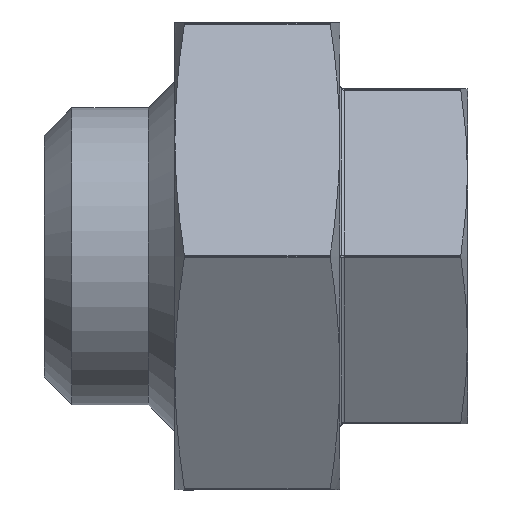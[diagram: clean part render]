
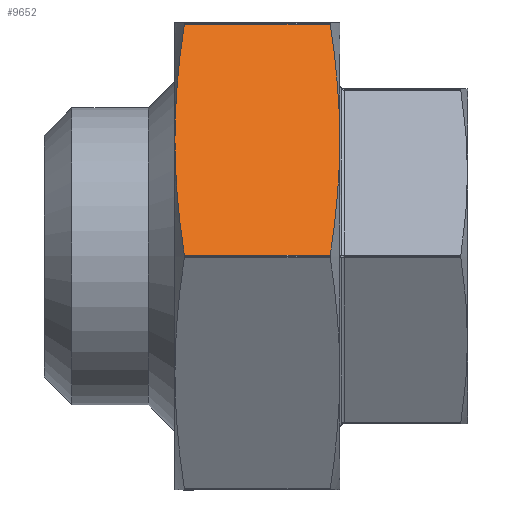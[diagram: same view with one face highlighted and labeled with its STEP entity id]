
A CAD part, front view. The second image highlights one B-rep face of the part: STEP entity #9652.
In plain terms, the highlighted planar face has unit normal (0, -0.866, 0.5).
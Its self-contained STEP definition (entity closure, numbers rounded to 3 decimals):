
#1707 = DIRECTION ( 'NONE',  ( 0., -0.866, 0.5 ) ) ;
#1758 = ORIENTED_EDGE ( 'NONE', *, *, #5536, .F. ) ;
#2084 = DIRECTION ( 'NONE',  ( 1., 0., 0. ) ) ;
#2105 = CARTESIAN_POINT ( 'NONE',  ( -9.35, -22.95, 13.25 ) ) ;
#2436 = ORIENTED_EDGE ( 'NONE', *, *, #4466, .T. ) ;
#2693 = ORIENTED_EDGE ( 'NONE', *, *, #6012, .T. ) ;
#3098 = CARTESIAN_POINT ( 'NONE',  ( 8.275, -30.513, 0.15 ) ) ;
#3308 = CARTESIAN_POINT ( 'NONE',  ( 8.275, -30.513, 0.15 ) ) ;
#4032 = FACE_OUTER_BOUND ( 'NONE', #13238, .T. ) ;
#4086 = CARTESIAN_POINT ( 'NONE',  ( 9.35, -19.434, 19.339 ) ) ;
#4466 = EDGE_CURVE ( 'NONE', #9146, #6434, #12749, .T. ) ;
#4555 = CARTESIAN_POINT ( 'NONE',  ( -9.35, -26.465, 7.161 ) ) ;
#4937 = EDGE_CURVE ( 'NONE', #8729, #9571, #6518, .T. ) ;
#5023 = DIRECTION ( 'NONE',  ( -1., 0., 0. ) ) ;
#5050 = EDGE_CURVE ( 'NONE', #5469, #7114, #9996, .T. ) ;
#5392 = CARTESIAN_POINT ( 'NONE',  ( 8.275, -15.386, 26.35 ) ) ;
#5469 = VERTEX_POINT ( 'NONE', #3308 ) ;
#5536 = EDGE_CURVE ( 'NONE', #8729, #6434, #12224, .T. ) ;
#5724 = CARTESIAN_POINT ( 'NONE',  ( -8.275, -30.513, 0.15 ) ) ;
#6012 = EDGE_CURVE ( 'NONE', #5469, #9146, #12852, .T. ) ;
#6034 =( BOUNDED_CURVE ( )  B_SPLINE_CURVE ( 2, ( #9257, #4555, #5724 ),
 .UNSPECIFIED., .F., .F. ) 
 B_SPLINE_CURVE_WITH_KNOTS ( ( 3, 3 ),
 ( 3.385, 5.128 ),
 .UNSPECIFIED. ) 
 CURVE ( )  GEOMETRIC_REPRESENTATION_ITEM ( )  RATIONAL_B_SPLINE_CURVE ( ( 1., 1.074, 1.071 ) ) 
 REPRESENTATION_ITEM ( '' )  );
#6200 = CARTESIAN_POINT ( 'NONE',  ( 8.275, -15.386, 26.35 ) ) ;
#6225 = VECTOR ( 'NONE', #5023, 1000. ) ;
#6434 = VERTEX_POINT ( 'NONE', #5392 ) ;
#6518 =( BOUNDED_CURVE ( )  B_SPLINE_CURVE ( 2, ( #13453, #13509, #2105 ),
 .UNSPECIFIED., .F., .F. ) 
 B_SPLINE_CURVE_WITH_KNOTS ( ( 3, 3 ),
 ( 1.643, 3.385 ),
 .UNSPECIFIED. ) 
 CURVE ( )  GEOMETRIC_REPRESENTATION_ITEM ( )  RATIONAL_B_SPLINE_CURVE ( ( 1.071, 1.074, 1. ) ) 
 REPRESENTATION_ITEM ( '' )  );
#7114 = VERTEX_POINT ( 'NONE', #7741 ) ;
#7410 = DIRECTION ( 'NONE',  ( 0., -0.5, -0.866 ) ) ;
#7741 = CARTESIAN_POINT ( 'NONE',  ( -8.275, -30.513, 0.15 ) ) ;
#7815 = ORIENTED_EDGE ( 'NONE', *, *, #4937, .T. ) ;
#8475 = CARTESIAN_POINT ( 'NONE',  ( 9.35, -22.95, 13.25 ) ) ;
#8662 = CARTESIAN_POINT ( 'NONE',  ( 0., -15.3, 26.5 ) ) ;
#8729 = VERTEX_POINT ( 'NONE', #13093 ) ;
#9146 = VERTEX_POINT ( 'NONE', #8475 ) ;
#9257 = CARTESIAN_POINT ( 'NONE',  ( -9.35, -22.95, 13.25 ) ) ;
#9571 = VERTEX_POINT ( 'NONE', #12859 ) ;
#9586 = PLANE ( 'NONE',  #10452 ) ;
#9652 = ADVANCED_FACE ( 'NONE', ( #4032 ), #9586, .T. ) ;
#9744 = CARTESIAN_POINT ( 'NONE',  ( 9.35, -22.95, 13.25 ) ) ;
#9830 = CARTESIAN_POINT ( 'NONE',  ( 0., -30.513, 0.15 ) ) ;
#9996 = LINE ( 'NONE', #9830, #6225 ) ;
#10091 = VECTOR ( 'NONE', #2084, 1000. ) ;
#10452 = AXIS2_PLACEMENT_3D ( 'NONE', #8662, #1707, #7410 ) ;
#11277 = CARTESIAN_POINT ( 'NONE',  ( 0., -15.386, 26.35 ) ) ;
#12224 = LINE ( 'NONE', #11277, #10091 ) ;
#12725 = ORIENTED_EDGE ( 'NONE', *, *, #5050, .F. ) ;
#12749 =( BOUNDED_CURVE ( )  B_SPLINE_CURVE ( 2, ( #9744, #4086, #6200 ),
 .UNSPECIFIED., .F., .F. ) 
 B_SPLINE_CURVE_WITH_KNOTS ( ( 3, 3 ),
 ( 3.385, 5.128 ),
 .UNSPECIFIED. ) 
 CURVE ( )  GEOMETRIC_REPRESENTATION_ITEM ( )  RATIONAL_B_SPLINE_CURVE ( ( 1., 1.074, 1.071 ) ) 
 REPRESENTATION_ITEM ( '' )  );
#12852 =( BOUNDED_CURVE ( )  B_SPLINE_CURVE ( 2, ( #3098, #13267, #13224 ),
 .UNSPECIFIED., .F., .F. ) 
 B_SPLINE_CURVE_WITH_KNOTS ( ( 3, 3 ),
 ( 1.643, 3.385 ),
 .UNSPECIFIED. ) 
 CURVE ( )  GEOMETRIC_REPRESENTATION_ITEM ( )  RATIONAL_B_SPLINE_CURVE ( ( 1.071, 1.074, 1. ) ) 
 REPRESENTATION_ITEM ( '' )  );
#12859 = CARTESIAN_POINT ( 'NONE',  ( -9.35, -22.95, 13.25 ) ) ;
#13093 = CARTESIAN_POINT ( 'NONE',  ( -8.275, -15.386, 26.35 ) ) ;
#13196 = ORIENTED_EDGE ( 'NONE', *, *, #13222, .T. ) ;
#13222 = EDGE_CURVE ( 'NONE', #9571, #7114, #6034, .T. ) ;
#13224 = CARTESIAN_POINT ( 'NONE',  ( 9.35, -22.95, 13.25 ) ) ;
#13238 = EDGE_LOOP ( 'NONE', ( #12725, #2693, #2436, #1758, #7815, #13196 ) ) ;
#13267 = CARTESIAN_POINT ( 'NONE',  ( 9.35, -26.465, 7.161 ) ) ;
#13453 = CARTESIAN_POINT ( 'NONE',  ( -8.275, -15.386, 26.35 ) ) ;
#13509 = CARTESIAN_POINT ( 'NONE',  ( -9.35, -19.434, 19.339 ) ) ;
